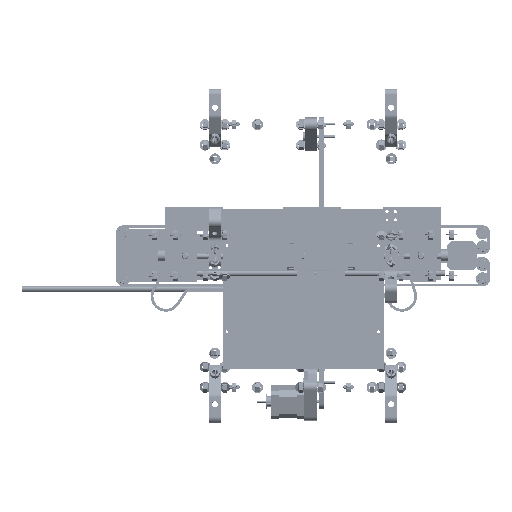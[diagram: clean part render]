
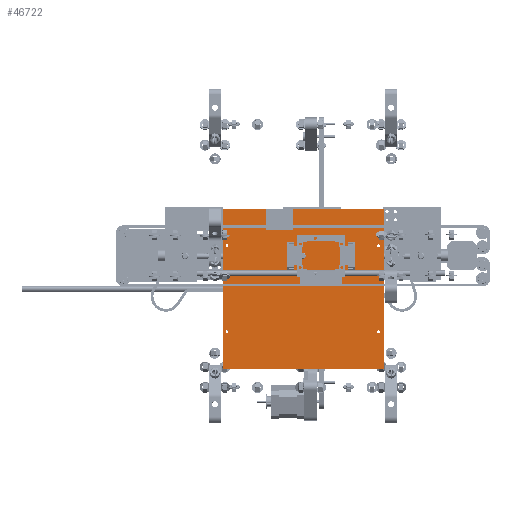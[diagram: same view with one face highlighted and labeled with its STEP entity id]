
A CAD part, top view. The second image highlights one B-rep face of the part: STEP entity #46722.
In plain terms, the highlighted planar face has unit normal (0, 0, 1).
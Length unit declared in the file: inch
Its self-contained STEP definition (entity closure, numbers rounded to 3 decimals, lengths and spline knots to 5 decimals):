
#26889=VERTEX_POINT('',#120529);
#26890=VERTEX_POINT('',#120531);
#26892=VERTEX_POINT('',#120537);
#26894=VERTEX_POINT('',#120543);
#26896=VERTEX_POINT('',#120549);
#26898=VERTEX_POINT('',#120555);
#26900=VERTEX_POINT('',#120561);
#26902=VERTEX_POINT('',#120567);
#26904=VERTEX_POINT('',#120576);
#26906=VERTEX_POINT('',#120581);
#26908=VERTEX_POINT('',#120586);
#26910=VERTEX_POINT('',#120591);
#30635=EDGE_CURVE('',#26890,#26889,#60702,.T.);
#30639=EDGE_CURVE('',#26889,#26892,#60706,.T.);
#30642=EDGE_CURVE('',#26892,#26894,#60709,.T.);
#30645=EDGE_CURVE('',#26894,#26896,#60712,.T.);
#30648=EDGE_CURVE('',#26896,#26898,#60715,.T.);
#30651=EDGE_CURVE('',#26898,#26900,#60718,.T.);
#30654=EDGE_CURVE('',#26900,#26902,#60721,.T.);
#30656=EDGE_CURVE('',#26902,#26890,#60723,.T.);
#30658=EDGE_CURVE('',#26904,#26904,#74617,.T.);
#30660=EDGE_CURVE('',#26906,#26906,#74619,.T.);
#30662=EDGE_CURVE('',#26908,#26908,#74621,.T.);
#30664=EDGE_CURVE('',#26910,#26910,#74623,.T.);
#37463=ORIENTED_EDGE('',*,*,#30664,.F.);
#37464=ORIENTED_EDGE('',*,*,#30662,.F.);
#37465=ORIENTED_EDGE('',*,*,#30660,.F.);
#37466=ORIENTED_EDGE('',*,*,#30658,.F.);
#37467=ORIENTED_EDGE('',*,*,#30656,.T.);
#37468=ORIENTED_EDGE('',*,*,#30635,.T.);
#37469=ORIENTED_EDGE('',*,*,#30639,.T.);
#37470=ORIENTED_EDGE('',*,*,#30642,.T.);
#37471=ORIENTED_EDGE('',*,*,#30645,.T.);
#37472=ORIENTED_EDGE('',*,*,#30648,.T.);
#37473=ORIENTED_EDGE('',*,*,#30651,.T.);
#37474=ORIENTED_EDGE('',*,*,#30654,.T.);
#42465=EDGE_LOOP('',(#37463));
#42466=EDGE_LOOP('',(#37464));
#42467=EDGE_LOOP('',(#37465));
#42468=EDGE_LOOP('',(#37466));
#42469=EDGE_LOOP('',(#37467,#37468,#37469,#37470,#37471,#37472,#37473,#37474));
#44768=FACE_BOUND('',#42465,.T.);
#44769=FACE_BOUND('',#42466,.T.);
#44770=FACE_BOUND('',#42467,.T.);
#44771=FACE_BOUND('',#42468,.T.);
#44772=FACE_BOUND('',#42469,.T.);
#46722=ADVANCED_FACE('',(#44768,#44769,#44770,#44771,#44772),#104646,.T.);
#60702=LINE('',#120530,#101337);
#60706=LINE('',#120538,#101341);
#60709=LINE('',#120544,#101344);
#60712=LINE('',#120550,#101347);
#60715=LINE('',#120556,#101350);
#60718=LINE('',#120562,#101353);
#60721=LINE('',#120568,#101356);
#60723=LINE('',#120571,#101358);
#74617=CIRCLE('',#97547,0.21527);
#74619=CIRCLE('',#97550,0.21527);
#74621=CIRCLE('',#97553,0.21527);
#74623=CIRCLE('',#97556,0.21527);
#97547=AXIS2_PLACEMENT_3D('',#120575,#137043,#137044);
#97550=AXIS2_PLACEMENT_3D('',#120580,#137049,#137050);
#97553=AXIS2_PLACEMENT_3D('',#120585,#137055,#137056);
#97556=AXIS2_PLACEMENT_3D('',#120590,#137061,#137062);
#97558=AXIS2_PLACEMENT_3D('',#120593,#137064,$);
#101337=VECTOR('',#137010,1.);
#101341=VECTOR('',#137015,1.);
#101344=VECTOR('',#137019,1.);
#101347=VECTOR('',#137023,1.);
#101350=VECTOR('',#137027,1.);
#101353=VECTOR('',#137031,1.);
#101356=VECTOR('',#137035,1.);
#101358=VECTOR('',#137038,1.);
#104646=PLANE('',#97558);
#120529=CARTESIAN_POINT('',(11.5,5.4,4.42));
#120530=CARTESIAN_POINT('',(8.5,5.4,4.42));
#120531=CARTESIAN_POINT('',(8.5,5.4,4.42));
#120537=CARTESIAN_POINT('',(11.5,11.6,4.42));
#120538=CARTESIAN_POINT('',(11.5,5.4,4.42));
#120543=CARTESIAN_POINT('',(-11.5,11.6,4.42));
#120544=CARTESIAN_POINT('',(11.5,11.6,4.42));
#120549=CARTESIAN_POINT('',(-11.5,-11.6,4.42));
#120550=CARTESIAN_POINT('',(-11.5,11.6,4.42));
#120555=CARTESIAN_POINT('',(11.5,-11.6,4.42));
#120556=CARTESIAN_POINT('',(-11.5,-11.6,4.42));
#120561=CARTESIAN_POINT('',(11.5,1.4,4.42));
#120562=CARTESIAN_POINT('',(11.5,-11.6,4.42));
#120567=CARTESIAN_POINT('',(8.5,1.4,4.42));
#120568=CARTESIAN_POINT('',(11.5,1.4,4.42));
#120571=CARTESIAN_POINT('',(8.5,1.4,4.42));
#120575=CARTESIAN_POINT('',(-6.2,-10.86,4.42));
#120576=CARTESIAN_POINT('',(-5.98474,-10.86,4.42));
#120580=CARTESIAN_POINT('',(-6.2,10.96,4.42));
#120581=CARTESIAN_POINT('',(-5.98474,10.96,4.42));
#120585=CARTESIAN_POINT('',(6.2,10.96,4.42));
#120586=CARTESIAN_POINT('',(6.41527,10.96,4.42));
#120590=CARTESIAN_POINT('',(6.2,-10.86,4.42));
#120591=CARTESIAN_POINT('',(6.41527,-10.86,4.42));
#120593=CARTESIAN_POINT('',(0.4878,0.20732,4.42));
#137010=DIRECTION('',(1.,0.,0.));
#137015=DIRECTION('',(0.,1.,0.));
#137019=DIRECTION('',(-1.,0.,0.));
#137023=DIRECTION('',(0.,-1.,0.));
#137027=DIRECTION('',(1.,0.,0.));
#137031=DIRECTION('',(0.,1.,0.));
#137035=DIRECTION('',(-1.,0.,0.));
#137038=DIRECTION('',(0.,1.,0.));
#137043=DIRECTION('',(0.,0.,1.));
#137044=DIRECTION('',(0.215,0.,0.));
#137049=DIRECTION('',(0.,0.,1.));
#137050=DIRECTION('',(0.215,0.,0.));
#137055=DIRECTION('',(0.,0.,1.));
#137056=DIRECTION('',(0.215,0.,0.));
#137061=DIRECTION('',(0.,0.,1.));
#137062=DIRECTION('',(0.215,0.,0.));
#137064=DIRECTION('',(0.,0.,1.));
